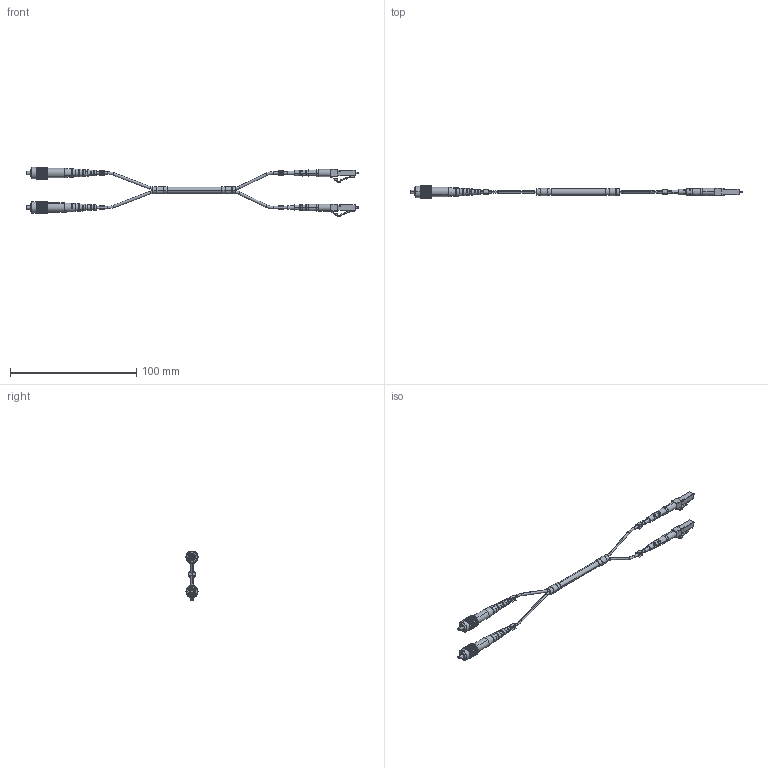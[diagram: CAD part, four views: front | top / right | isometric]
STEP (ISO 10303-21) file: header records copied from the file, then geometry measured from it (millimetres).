
FILE_DESCRIPTION (( 'STEP AP214' ), '1' );
FILE_NAME ('FCA-SFCALCAD_3D.STEP', '2022-01-18T16:35:59', ( '' ), ( '' ), 'SwSTEP 2.0', 'SolidWorks 2021', '' );
FILE_SCHEMA (( 'AUTOMOTIVE_DESIGN' ));
Length unit declared in the file: inch
Products named in the file (18): 1AF01-002-MA1^Copy (2) of 1AF01-002_FCA-SFCALCAD; Copy (2) of 1AF01-002^FCA-SFCALCAD; LBL-C3P-B; 1AF01-002-MA2^Copy (2) of 1AF01-002_FCA-SFCALCAD; 1AF02-003-MA1^Copy of 1AF02-003_FCA-SFCALCAD; Copy of 1AF01-002^FCA-SFCALCAD; 1AF02-003-MA2^Copy of 1AF02-003_FCA-SFCALCAD; Copy of 1AF02-003^FCA-SFCALCAD; LC HEAT SHRINK TUBE YELLOW; Copy (2) of 1AF02-003^FCA-SFCALCAD; LBL-C3P-A; FCA-FCFC-DPS1Z-ma1_YELLOW; G652D 2 FIBERS OPTICAL; FCA-SFCALCAD_3D; 1AF01-002-MA2^Copy of 1AF01-002_FCA-SFCALCAD; 1AF02-003-MA2^Copy (2) of 1AF02-003_FCA-SFCALCAD; 1AF01-002-MA1^Copy of 1AF01-002_FCA-SFCALCAD; 1AF02-003-MA1^Copy (2) of 1AF02-003_FCA-SFCALCAD
Assembly tree (20 placements, depth 3):
  FCA-SFCALCAD_3D
    FCA-FCFC-DPS1Z-ma1_YELLOW
    LBL-C3P-A  x2
    LBL-C3P-B  x2
    Copy of 1AF01-002^FCA-SFCALCAD
      1AF01-002-MA1^Copy of 1AF01-002_FCA-SFCALCAD
      1AF01-002-MA2^Copy of 1AF01-002_FCA-SFCALCAD
    Copy (2) of 1AF01-002^FCA-SFCALCAD
      1AF01-002-MA1^Copy (2) of 1AF01-002_FCA-SFCALCAD
      1AF01-002-MA2^Copy (2) of 1AF01-002_FCA-SFCALCAD
    G652D 2 FIBERS OPTICAL
    Copy of 1AF02-003^FCA-SFCALCAD
      1AF02-003-MA1^Copy of 1AF02-003_FCA-SFCALCAD
      1AF02-003-MA2^Copy of 1AF02-003_FCA-SFCALCAD
    Copy (2) of 1AF02-003^FCA-SFCALCAD
      1AF02-003-MA1^Copy (2) of 1AF02-003_FCA-SFCALCAD
      1AF02-003-MA2^Copy (2) of 1AF02-003_FCA-SFCALCAD
    LC HEAT SHRINK TUBE YELLOW  x2
Bounding box: 263.32 x 9.52 x 39.64 mm (x, y, z)
Volume: 6646.1 mm3; surface area: 12447.8 mm2
Topology: 19 solids, 19 shells, 1410 faces, 3924 edges, 2508 vertices
Faces by surface type: plane 806, cylinder 456, torus 52, sphere 44, cone 32, bspline 20
Entity records: 46525 total; most frequent: CARTESIAN_POINT 9407, ORIENTED_EDGE 7442, DIRECTION 7302, EDGE_CURVE 3721, AXIS2_PLACEMENT_3D 2488, VERTEX_POINT 2402, LINE 2326, VECTOR 2326
